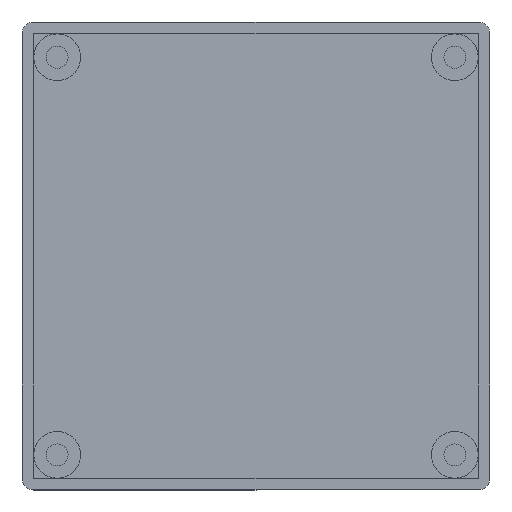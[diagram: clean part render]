
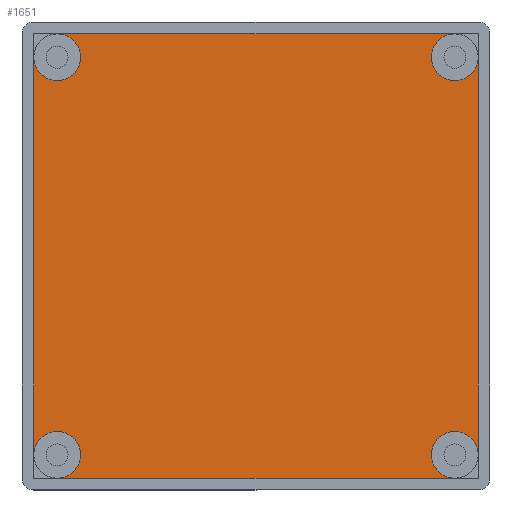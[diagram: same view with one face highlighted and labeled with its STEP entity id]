
A CAD part, top view. The second image highlights one B-rep face of the part: STEP entity #1651.
In plain terms, the highlighted planar face has unit normal (0, 0, 1).
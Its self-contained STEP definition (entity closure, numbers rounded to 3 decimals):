
#889 = VERTEX_POINT('',#890);
#890 = CARTESIAN_POINT('',(2.,6.,3.));
#896 = EDGE_CURVE('',#889,#897,#899,.T.);
#897 = VERTEX_POINT('',#898);
#898 = CARTESIAN_POINT('',(2.,74.,3.));
#899 = LINE('',#900,#901);
#900 = CARTESIAN_POINT('',(2.,2.,3.));
#901 = VECTOR('',#902,1.);
#902 = DIRECTION('',(0.,1.,0.));
#954 = VERTEX_POINT('',#955);
#955 = CARTESIAN_POINT('',(74.,2.,3.));
#961 = EDGE_CURVE('',#954,#962,#964,.T.);
#962 = VERTEX_POINT('',#963);
#963 = CARTESIAN_POINT('',(6.,2.,3.));
#964 = LINE('',#965,#966);
#965 = CARTESIAN_POINT('',(78.,2.,3.));
#966 = VECTOR('',#967,1.);
#967 = DIRECTION('',(-1.,0.,0.));
#1112 = VERTEX_POINT('',#1113);
#1113 = CARTESIAN_POINT('',(78.,74.,3.));
#1119 = EDGE_CURVE('',#1112,#1120,#1122,.T.);
#1120 = VERTEX_POINT('',#1121);
#1121 = CARTESIAN_POINT('',(78.,6.,3.));
#1122 = LINE('',#1123,#1124);
#1123 = CARTESIAN_POINT('',(78.,78.,3.));
#1124 = VECTOR('',#1125,1.);
#1125 = DIRECTION('',(0.,-1.,0.));
#1246 = VERTEX_POINT('',#1247);
#1247 = CARTESIAN_POINT('',(6.,78.,3.));
#1253 = EDGE_CURVE('',#1246,#1254,#1256,.T.);
#1254 = VERTEX_POINT('',#1255);
#1255 = CARTESIAN_POINT('',(74.,78.,3.));
#1256 = LINE('',#1257,#1258);
#1257 = CARTESIAN_POINT('',(2.,78.,3.));
#1258 = VECTOR('',#1259,1.);
#1259 = DIRECTION('',(1.,0.,0.));
#1651 = ADVANCED_FACE('',(#1652),#1704,.T.);
#1652 = FACE_BOUND('',#1653,.T.);
#1653 = EDGE_LOOP('',(#1654,#1655,#1664,#1671,#1672,#1681,#1688,#1689,
    #1696,#1697));
#1654 = ORIENTED_EDGE('',*,*,#1253,.F.);
#1655 = ORIENTED_EDGE('',*,*,#1656,.F.);
#1656 = EDGE_CURVE('',#1657,#1246,#1659,.T.);
#1657 = VERTEX_POINT('',#1658);
#1658 = CARTESIAN_POINT('',(10.,74.,3.));
#1659 = CIRCLE('',#1660,4.);
#1660 = AXIS2_PLACEMENT_3D('',#1661,#1662,#1663);
#1661 = CARTESIAN_POINT('',(6.,74.,3.));
#1662 = DIRECTION('',(0.,0.,1.));
#1663 = DIRECTION('',(1.,0.,0.));
#1664 = ORIENTED_EDGE('',*,*,#1665,.F.);
#1665 = EDGE_CURVE('',#897,#1657,#1666,.T.);
#1666 = CIRCLE('',#1667,4.);
#1667 = AXIS2_PLACEMENT_3D('',#1668,#1669,#1670);
#1668 = CARTESIAN_POINT('',(6.,74.,3.));
#1669 = DIRECTION('',(0.,0.,1.));
#1670 = DIRECTION('',(1.,0.,0.));
#1671 = ORIENTED_EDGE('',*,*,#896,.F.);
#1672 = ORIENTED_EDGE('',*,*,#1673,.F.);
#1673 = EDGE_CURVE('',#1674,#889,#1676,.T.);
#1674 = VERTEX_POINT('',#1675);
#1675 = CARTESIAN_POINT('',(10.,6.,3.));
#1676 = CIRCLE('',#1677,4.);
#1677 = AXIS2_PLACEMENT_3D('',#1678,#1679,#1680);
#1678 = CARTESIAN_POINT('',(6.,6.,3.));
#1679 = DIRECTION('',(0.,0.,1.));
#1680 = DIRECTION('',(1.,0.,0.));
#1681 = ORIENTED_EDGE('',*,*,#1682,.F.);
#1682 = EDGE_CURVE('',#962,#1674,#1683,.T.);
#1683 = CIRCLE('',#1684,4.);
#1684 = AXIS2_PLACEMENT_3D('',#1685,#1686,#1687);
#1685 = CARTESIAN_POINT('',(6.,6.,3.));
#1686 = DIRECTION('',(0.,0.,1.));
#1687 = DIRECTION('',(1.,0.,0.));
#1688 = ORIENTED_EDGE('',*,*,#961,.F.);
#1689 = ORIENTED_EDGE('',*,*,#1690,.F.);
#1690 = EDGE_CURVE('',#1120,#954,#1691,.T.);
#1691 = CIRCLE('',#1692,4.);
#1692 = AXIS2_PLACEMENT_3D('',#1693,#1694,#1695);
#1693 = CARTESIAN_POINT('',(74.,6.,3.));
#1694 = DIRECTION('',(0.,0.,1.));
#1695 = DIRECTION('',(1.,0.,0.));
#1696 = ORIENTED_EDGE('',*,*,#1119,.F.);
#1697 = ORIENTED_EDGE('',*,*,#1698,.F.);
#1698 = EDGE_CURVE('',#1254,#1112,#1699,.T.);
#1699 = CIRCLE('',#1700,4.);
#1700 = AXIS2_PLACEMENT_3D('',#1701,#1702,#1703);
#1701 = CARTESIAN_POINT('',(74.,74.,3.));
#1702 = DIRECTION('',(0.,0.,1.));
#1703 = DIRECTION('',(1.,0.,0.));
#1704 = PLANE('',#1705);
#1705 = AXIS2_PLACEMENT_3D('',#1706,#1707,#1708);
#1706 = CARTESIAN_POINT('',(40.,40.,3.));
#1707 = DIRECTION('',(0.,0.,1.));
#1708 = DIRECTION('',(1.,0.,0.));
